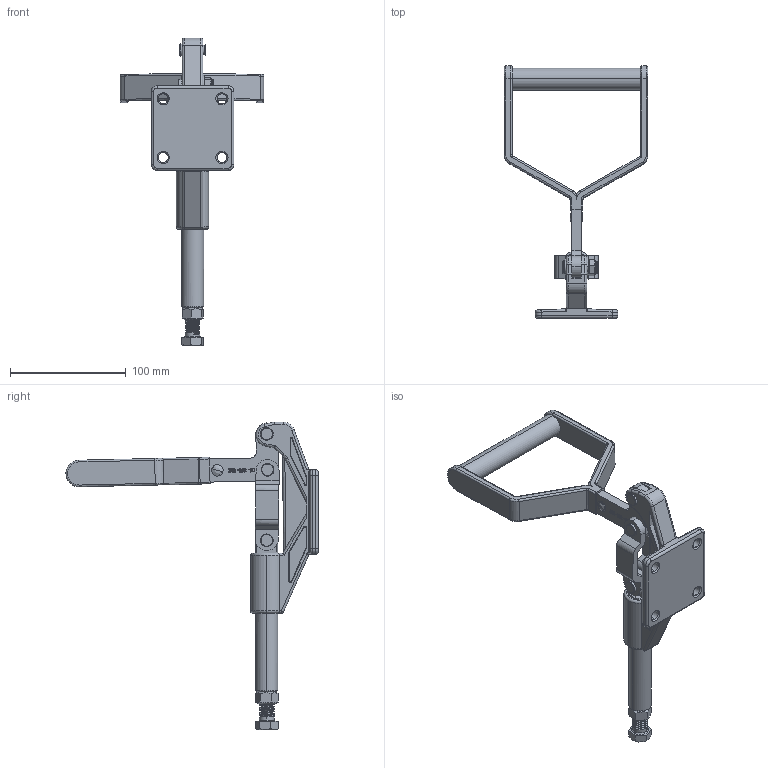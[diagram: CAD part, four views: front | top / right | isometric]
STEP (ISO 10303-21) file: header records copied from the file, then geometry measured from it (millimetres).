
FILE_DESCRIPTION (( 'STEP AP203' ), '1' );
FILE_NAME ('CH-305-HMY.STEP', '2017-11-28T03:58:59', ( 'Windows' ), ( 'Microsoft' ), 'SwSTEP 2.0', 'SolidWorks 2015', '' );
FILE_SCHEMA (( 'CONFIG_CONTROL_DESIGN' ));
Length unit declared in the file: millimetre
Products named in the file (13): CH-305-HMY HANDLE; CH-304-HM-04 CONNECTING-PLATE; CH-305-HMY; CH-304-HM-06; 5-16 LOCK NUT; M12 Nut; CH-SA-125017 SPINDLE SUPPLIED; CH-305-HMY-06; CH-304-HM-01 BASE; CH-305-HMY-087; CH-304-HM-02 CREST STALK; 304-05; CH-304-HM-07
Assembly tree (16 placements, depth 2):
  CH-305-HMY
    CH-304-HM-01 BASE
    CH-304-HM-02 CREST STALK
    CH-304-HM-07  x2
    CH-304-HM-04 CONNECTING-PLATE  x2
    CH-304-HM-06  x2
    5-16 LOCK NUT  x2
    M12 Nut
    CH-SA-125017 SPINDLE SUPPLIED
    CH-305-HMY-06
    CH-305-HMY-087
    304-05
    CH-305-HMY HANDLE
Bounding box: 124.43 x 218.18 x 266.28 mm (x, y, z)
Volume: 252302.6 mm3; surface area: 134404.9 mm2
Topology: 16 solids, 17 shells, 2684 faces, 6988 edges, 4386 vertices
Faces by surface type: plane 1476, cylinder 856, bspline 200, cone 85, torus 65, sphere 2
Entity records: 76752 total; most frequent: CARTESIAN_POINT 31313, ORIENTED_EDGE 9664, DIRECTION 8650, EDGE_CURVE 4832, VERTEX_POINT 3061, AXIS2_PLACEMENT_3D 2945, LINE 2760, VECTOR 2760
